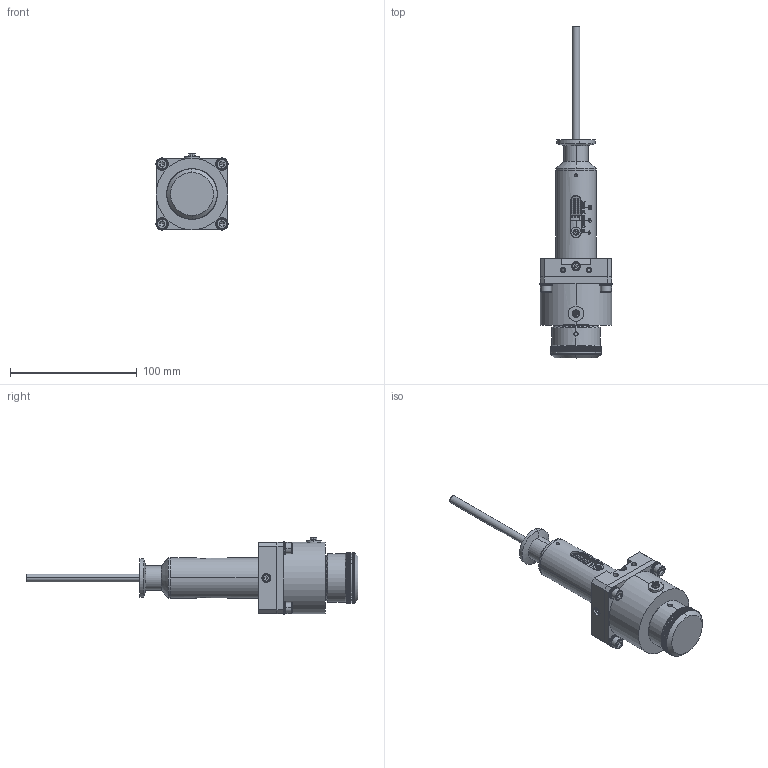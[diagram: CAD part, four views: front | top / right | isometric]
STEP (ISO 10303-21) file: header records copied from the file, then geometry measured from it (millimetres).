
FILE_DESCRIPTION (( 'STEP AP214' ), '1' );
FILE_NAME ('612-CLD100-SM-K16.STEP', '2015-08-20T06:22:24', ( 'allectra' ), ( 'Microsoft' ), 'SwSTEP 2.0', 'SolidWorks 2014', '' );
FILE_SCHEMA (( 'AUTOMOTIVE_DESIGN' ));
Length unit declared in the file: millimetre
Products named in the file (24): 9612-CLD-SM-14D; 9612-CLD-SM-15-X_9612-CLD-SM-20A-25; 9612-CLD-17; 9612-CLD-SM-11A; Washer DIN 125 - A 5.3_Washer DIN 125 - A 5.3; 906-XFM-X-X_906-XFM-06-10; 9612-CLD-09C-X_25mm KF,ISO-K; Spring washer DIN 128 - A5_Spring washer DIN 128 - A5; 9612-CLD-21-W-X_Expand-Varia25; DIN 914 - M4 x 12-N_DIN 914 - M4 x 12-N; 9612-CLD-8B; DIN 912 M5 x 20 --- 20N_DIN 912 M5 x 20 --- 20N; 9453-EWB-14-26-X_9453-EWB-14-26-25; 9453-EWB-14-26_expand.; DIN 6797-J3.2_DIN 6797-J3.2; 9612-LD-3B; DIN 912 M3 x 12 --- 12N_DIN 912 M3 x 12 --- 12N; 612-CLD100-SM-K16; Hexagon Nut ISO 4032 - M6 - D - N_Hexagon Nut ISO 4032 - M6 - D - N; DIN 912 M2.5 x 8 --- 8N_DIN 912 M2.5 x 8 --- 8N; 9612-LD-KFB_DN16 KF; 9612-CLD-SM-19A; 9612-LD-MOTOR56; 9612-CLD-SM-13-X_Version 25 mm
Assembly tree (79 placements, depth 4):
  612-CLD100-SM-K16
    9612-CLD-21-W-X_Expand-Varia25
      9612-LD-3B
      9453-EWB-14-26-X_9453-EWB-14-26-25
        9453-EWB-14-26_expand.  x40
      9612-CLD-8B
    9612-CLD-09C-X_25mm KF,ISO-K
    906-XFM-X-X_906-XFM-06-10
    9612-CLD-SM-11A
    9612-CLD-17  x2
    9612-CLD-SM-15-X_9612-CLD-SM-20A-25
    9612-CLD-SM-14D
    9612-CLD-SM-13-X_Version 25 mm
    9612-LD-MOTOR56
    9612-CLD-SM-19A
    9612-LD-KFB_DN16 KF
    DIN 912 M2.5 x 8 --- 8N_DIN 912 M2.5 x 8 --- 8N  x2
    Hexagon Nut ISO 4032 - M6 - D - N_Hexagon Nut ISO 4032 - M6 - D - N
    DIN 912 M3 x 12 --- 12N_DIN 912 M3 x 12 --- 12N  x4
    DIN 6797-J3.2_DIN 6797-J3.2  x4
    DIN 912 M5 x 20 --- 20N_DIN 912 M5 x 20 --- 20N  x4
    DIN 914 - M4 x 12-N_DIN 914 - M4 x 12-N
    Spring washer DIN 128 - A5_Spring washer DIN 128 - A5  x4
    Washer DIN 125 - A 5.3_Washer DIN 125 - A 5.3  x4
Bounding box: 57.08 x 262.3 x 60.24 mm (x, y, z)
Volume: 203861.7 mm3; surface area: 101965.5 mm2
Topology: 85 solids, 85 shells, 2420 faces, 5581 edges, 3318 vertices
Faces by surface type: plane 1330, cylinder 698, cone 256, bspline 76, torus 60
Entity records: 67071 total; most frequent: CARTESIAN_POINT 24672, DIRECTION 8680, ORIENTED_EDGE 8292, EDGE_CURVE 4146, AXIS2_PLACEMENT_3D 3104, VERTEX_POINT 2513, VECTOR 2472, LINE 2472
